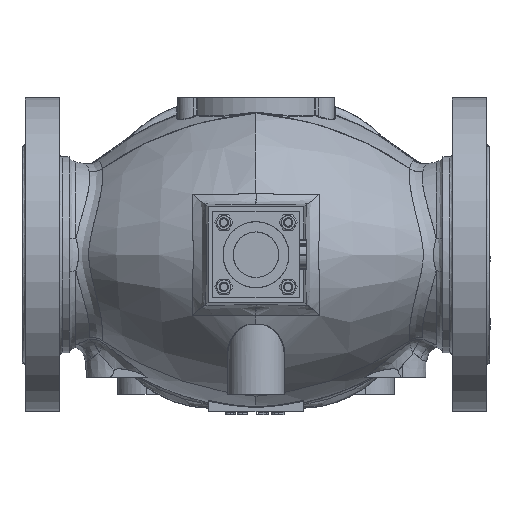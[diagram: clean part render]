
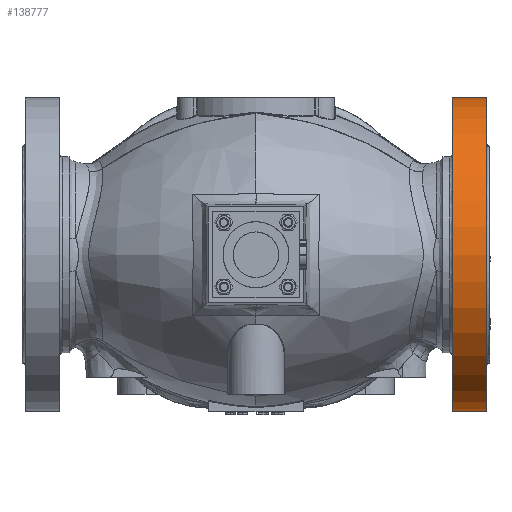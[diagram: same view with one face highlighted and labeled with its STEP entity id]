
A CAD part, front view. The second image highlights one B-rep face of the part: STEP entity #138777.
In plain terms, the highlighted cylindrical face has radius 100 mm (diameter 200 mm), a partial arc.
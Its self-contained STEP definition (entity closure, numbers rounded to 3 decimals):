
#3850 = CARTESIAN_POINT ( 'NONE',  ( 147., 0., -100. ) ) ;
#6455 = VECTOR ( 'NONE', #17527, 1000. ) ;
#6853 = ORIENTED_EDGE ( 'NONE', *, *, #133595, .T. ) ;
#8708 = CARTESIAN_POINT ( 'NONE',  ( 125., 0., 0. ) ) ;
#17527 = DIRECTION ( 'NONE',  ( -1., 0., 0. ) ) ;
#20621 = DIRECTION ( 'NONE',  ( 0., 0., -1. ) ) ;
#21562 = CIRCLE ( 'NONE', #113049, 100. ) ;
#26333 = DIRECTION ( 'NONE',  ( 1., 0., 0. ) ) ;
#29037 = VERTEX_POINT ( 'NONE', #145707 ) ;
#30192 = ORIENTED_EDGE ( 'NONE', *, *, #45552, .T. ) ;
#38024 = LINE ( 'NONE', #99918, #6455 ) ;
#38294 = CARTESIAN_POINT ( 'NONE',  ( 118.5, 0., 0. ) ) ;
#38623 = ORIENTED_EDGE ( 'NONE', *, *, #96833, .T. ) ;
#45552 = EDGE_CURVE ( 'NONE', #136181, #77891, #21562, .T. ) ;
#60349 = AXIS2_PLACEMENT_3D ( 'NONE', #38294, #26333, #109240 ) ;
#63495 = DIRECTION ( 'NONE',  ( 1., 0., 0. ) ) ;
#64448 = ORIENTED_EDGE ( 'NONE', *, *, #124281, .T. ) ;
#74390 = LINE ( 'NONE', #122485, #105876 ) ;
#77891 = VERTEX_POINT ( 'NONE', #152920 ) ;
#82830 = CIRCLE ( 'NONE', #112806, 100. ) ;
#84329 = EDGE_LOOP ( 'NONE', ( #38623, #30192, #64448, #6853 ) ) ;
#86313 = FACE_OUTER_BOUND ( 'NONE', #84329, .T. ) ;
#91572 = DIRECTION ( 'NONE',  ( 1., 0., 0. ) ) ;
#96833 = EDGE_CURVE ( 'NONE', #150844, #136181, #74390, .T. ) ;
#99918 = CARTESIAN_POINT ( 'NONE',  ( 118.5, 0., 100. ) ) ;
#105876 = VECTOR ( 'NONE', #63495, 1000. ) ;
#109240 = DIRECTION ( 'NONE',  ( 0., 0., -1. ) ) ;
#112806 = AXIS2_PLACEMENT_3D ( 'NONE', #8708, #91572, #20621 ) ;
#113049 = AXIS2_PLACEMENT_3D ( 'NONE', #143532, #143144, #142626 ) ;
#114093 = CYLINDRICAL_SURFACE ( 'NONE', #60349, 100. ) ;
#122485 = CARTESIAN_POINT ( 'NONE',  ( 118.5, 0., -100. ) ) ;
#124281 = EDGE_CURVE ( 'NONE', #77891, #29037, #38024, .T. ) ;
#133595 = EDGE_CURVE ( 'NONE', #29037, #150844, #82830, .T. ) ;
#136181 = VERTEX_POINT ( 'NONE', #3850 ) ;
#138777 = ADVANCED_FACE ( 'NONE', ( #86313 ), #114093, .T. ) ;
#142626 = DIRECTION ( 'NONE',  ( 0., 0., -1. ) ) ;
#143144 = DIRECTION ( 'NONE',  ( -1., 0., 0. ) ) ;
#143532 = CARTESIAN_POINT ( 'NONE',  ( 147., 0., 0. ) ) ;
#145707 = CARTESIAN_POINT ( 'NONE',  ( 125., 0., 100. ) ) ;
#150844 = VERTEX_POINT ( 'NONE', #152333 ) ;
#152333 = CARTESIAN_POINT ( 'NONE',  ( 125., 0., -100. ) ) ;
#152920 = CARTESIAN_POINT ( 'NONE',  ( 147., 0., 100. ) ) ;
